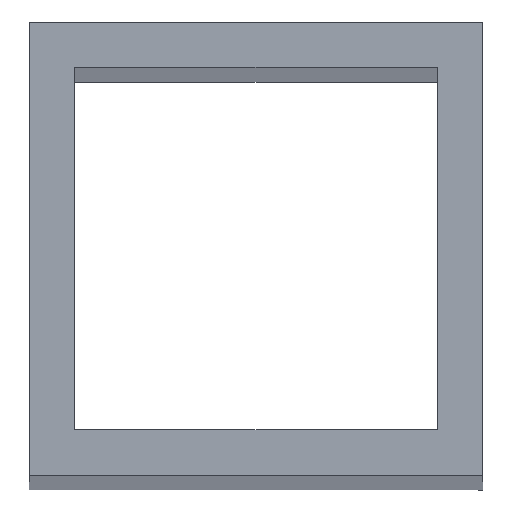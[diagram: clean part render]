
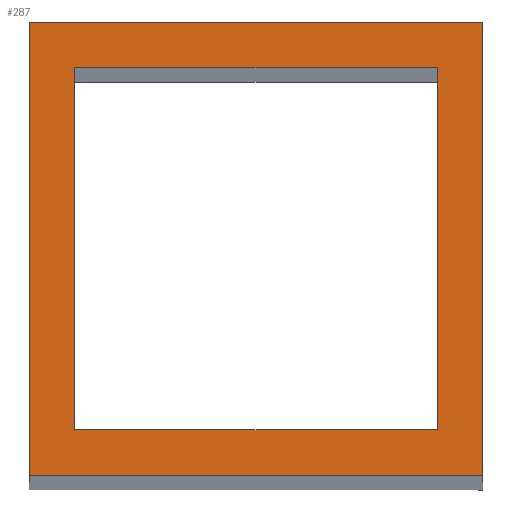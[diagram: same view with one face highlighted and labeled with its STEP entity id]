
A CAD part, top view. The second image highlights one B-rep face of the part: STEP entity #287.
In plain terms, the highlighted planar face has unit normal (0, 0, 1).
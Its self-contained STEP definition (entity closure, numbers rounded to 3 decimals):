
#2 = PLANE ( 'NONE',  #651 ) ;
#7 = DIRECTION ( 'NONE',  ( 0., -1., 0. ) ) ;
#14 = LINE ( 'NONE', #47, #1809 ) ;
#37 = CARTESIAN_POINT ( 'NONE',  ( 22., 697., 187.5 ) ) ;
#47 = CARTESIAN_POINT ( 'NONE',  ( 20., 715., 187.5 ) ) ;
#68 = VECTOR ( 'NONE', #1170, 1000. ) ;
#141 = EDGE_LOOP ( 'NONE', ( #1879, #1660, #1506, #1914 ) ) ;
#180 = FACE_BOUND ( 'NONE', #141, .T. ) ;
#276 = VECTOR ( 'NONE', #848, 1000. ) ;
#286 = ORIENTED_EDGE ( 'NONE', *, *, #1411, .T. ) ;
#287 = ADVANCED_FACE ( 'NONE', ( #2013, #180 ), #2, .F. ) ;
#289 = CARTESIAN_POINT ( 'NONE',  ( 20., 695., 187.5 ) ) ;
#321 = EDGE_CURVE ( 'NONE', #1658, #1641, #490, .T. ) ;
#354 = CARTESIAN_POINT ( 'NONE',  ( 20., 695., 187.5 ) ) ;
#378 = DIRECTION ( 'NONE',  ( 1., 0., 0. ) ) ;
#395 = VERTEX_POINT ( 'NONE', #1544 ) ;
#426 = ORIENTED_EDGE ( 'NONE', *, *, #2103, .T. ) ;
#479 = LINE ( 'NONE', #354, #276 ) ;
#490 = LINE ( 'NONE', #1197, #68 ) ;
#547 = VERTEX_POINT ( 'NONE', #1452 ) ;
#583 = EDGE_CURVE ( 'NONE', #747, #2131, #805, .T. ) ;
#587 = VERTEX_POINT ( 'NONE', #1462 ) ;
#596 = EDGE_CURVE ( 'NONE', #587, #547, #791, .T. ) ;
#636 = LINE ( 'NONE', #1314, #1942 ) ;
#647 = EDGE_LOOP ( 'NONE', ( #902, #426, #286, #880 ) ) ;
#651 = AXIS2_PLACEMENT_3D ( 'NONE', #2024, #671, #2002 ) ;
#671 = DIRECTION ( 'NONE',  ( 0., 0., -1. ) ) ;
#697 = CARTESIAN_POINT ( 'NONE',  ( 22., 697., 187.5 ) ) ;
#720 = EDGE_CURVE ( 'NONE', #1641, #747, #636, .T. ) ;
#724 = VECTOR ( 'NONE', #2096, 1000. ) ;
#747 = VERTEX_POINT ( 'NONE', #1999 ) ;
#762 = EDGE_CURVE ( 'NONE', #1013, #587, #479, .T. ) ;
#769 = DIRECTION ( 'NONE',  ( 0., -1., 0. ) ) ;
#791 = LINE ( 'NONE', #2086, #724 ) ;
#805 = LINE ( 'NONE', #1606, #1069 ) ;
#848 = DIRECTION ( 'NONE',  ( 1., 0., 0. ) ) ;
#860 = VECTOR ( 'NONE', #7, 1000. ) ;
#880 = ORIENTED_EDGE ( 'NONE', *, *, #762, .T. ) ;
#902 = ORIENTED_EDGE ( 'NONE', *, *, #596, .T. ) ;
#1013 = VERTEX_POINT ( 'NONE', #289 ) ;
#1069 = VECTOR ( 'NONE', #769, 1000. ) ;
#1170 = DIRECTION ( 'NONE',  ( 0., 1., 0. ) ) ;
#1197 = CARTESIAN_POINT ( 'NONE',  ( 38., 697., 187.5 ) ) ;
#1199 = DIRECTION ( 'NONE',  ( -1., 0., 0. ) ) ;
#1314 = CARTESIAN_POINT ( 'NONE',  ( 38., 713., 187.5 ) ) ;
#1345 = DIRECTION ( 'NONE',  ( -1., 0., 0. ) ) ;
#1411 = EDGE_CURVE ( 'NONE', #395, #1013, #1475, .T. ) ;
#1452 = CARTESIAN_POINT ( 'NONE',  ( 40., 715., 187.5 ) ) ;
#1462 = CARTESIAN_POINT ( 'NONE',  ( 40., 695., 187.5 ) ) ;
#1475 = LINE ( 'NONE', #1810, #860 ) ;
#1506 = ORIENTED_EDGE ( 'NONE', *, *, #583, .F. ) ;
#1536 = CARTESIAN_POINT ( 'NONE',  ( 38., 697., 187.5 ) ) ;
#1544 = CARTESIAN_POINT ( 'NONE',  ( 20., 715., 187.5 ) ) ;
#1606 = CARTESIAN_POINT ( 'NONE',  ( 22., 713., 187.5 ) ) ;
#1641 = VERTEX_POINT ( 'NONE', #1707 ) ;
#1658 = VERTEX_POINT ( 'NONE', #1536 ) ;
#1660 = ORIENTED_EDGE ( 'NONE', *, *, #2143, .F. ) ;
#1707 = CARTESIAN_POINT ( 'NONE',  ( 38., 713., 187.5 ) ) ;
#1809 = VECTOR ( 'NONE', #1199, 1000. ) ;
#1810 = CARTESIAN_POINT ( 'NONE',  ( 20., 715., 187.5 ) ) ;
#1877 = VECTOR ( 'NONE', #378, 1000. ) ;
#1879 = ORIENTED_EDGE ( 'NONE', *, *, #321, .F. ) ;
#1914 = ORIENTED_EDGE ( 'NONE', *, *, #720, .F. ) ;
#1942 = VECTOR ( 'NONE', #1345, 1000. ) ;
#1999 = CARTESIAN_POINT ( 'NONE',  ( 22., 713., 187.5 ) ) ;
#2002 = DIRECTION ( 'NONE',  ( -1., 0., 0. ) ) ;
#2013 = FACE_OUTER_BOUND ( 'NONE', #647, .T. ) ;
#2015 = LINE ( 'NONE', #697, #1877 ) ;
#2024 = CARTESIAN_POINT ( 'NONE',  ( 0., 0., 187.5 ) ) ;
#2086 = CARTESIAN_POINT ( 'NONE',  ( 40., 695., 187.5 ) ) ;
#2096 = DIRECTION ( 'NONE',  ( 0., 1., 0. ) ) ;
#2103 = EDGE_CURVE ( 'NONE', #547, #395, #14, .T. ) ;
#2131 = VERTEX_POINT ( 'NONE', #37 ) ;
#2143 = EDGE_CURVE ( 'NONE', #2131, #1658, #2015, .T. ) ;
